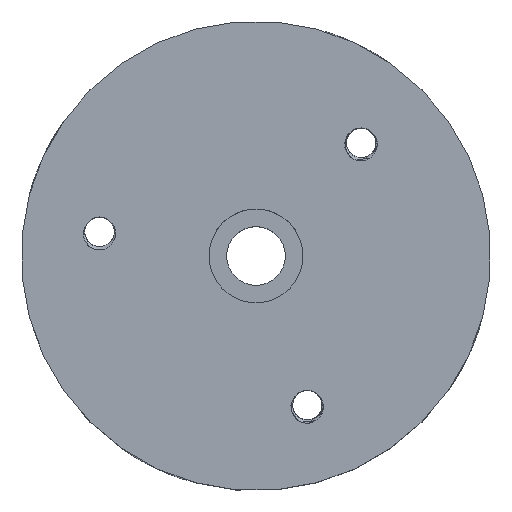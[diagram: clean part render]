
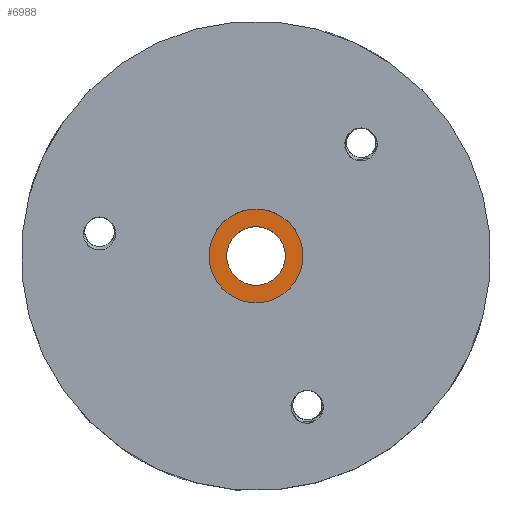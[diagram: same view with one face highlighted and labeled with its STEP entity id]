
A CAD part, top view. The second image highlights one B-rep face of the part: STEP entity #6988.
In plain terms, the highlighted planar face has unit normal (0, 0, 1).
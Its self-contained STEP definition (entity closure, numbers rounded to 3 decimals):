
#22=FACE_BOUND('',#768,.T.);
#52=PLANE('',#7365);
#404=FACE_OUTER_BOUND('',#767,.T.);
#767=EDGE_LOOP('',(#6270));
#768=EDGE_LOOP('',(#6271));
#1613=CIRCLE('',#7366,4.);
#1614=CIRCLE('',#7367,2.5);
#2944=VERTEX_POINT('',#31230);
#2945=VERTEX_POINT('',#31232);
#4065=EDGE_CURVE('',#2944,#2944,#1613,.T.);
#4066=EDGE_CURVE('',#2945,#2945,#1614,.T.);
#6270=ORIENTED_EDGE('',*,*,#4065,.F.);
#6271=ORIENTED_EDGE('',*,*,#4066,.T.);
#6988=ADVANCED_FACE('',(#404,#22),#52,.F.);
#7365=AXIS2_PLACEMENT_3D('',#31229,#8374,#8375);
#7366=AXIS2_PLACEMENT_3D('',#31231,#8376,#8377);
#7367=AXIS2_PLACEMENT_3D('',#31233,#8378,#8379);
#8374=DIRECTION('center_axis',(0.,0.,-1.));
#8375=DIRECTION('ref_axis',(0.423,0.906,0.));
#8376=DIRECTION('center_axis',(0.,0.,-1.));
#8377=DIRECTION('ref_axis',(0.423,0.906,0.));
#8378=DIRECTION('center_axis',(0.,0.,-1.));
#8379=DIRECTION('ref_axis',(-1.,0.,0.));
#31229=CARTESIAN_POINT('Origin',(0.,0.,
7.));
#31230=CARTESIAN_POINT('',(-1.69,-3.625,7.));
#31231=CARTESIAN_POINT('Origin',(0.,0.,
7.));
#31232=CARTESIAN_POINT('',(-1.057,-2.266,7.));
#31233=CARTESIAN_POINT('Origin',(0.,0.,
7.));
